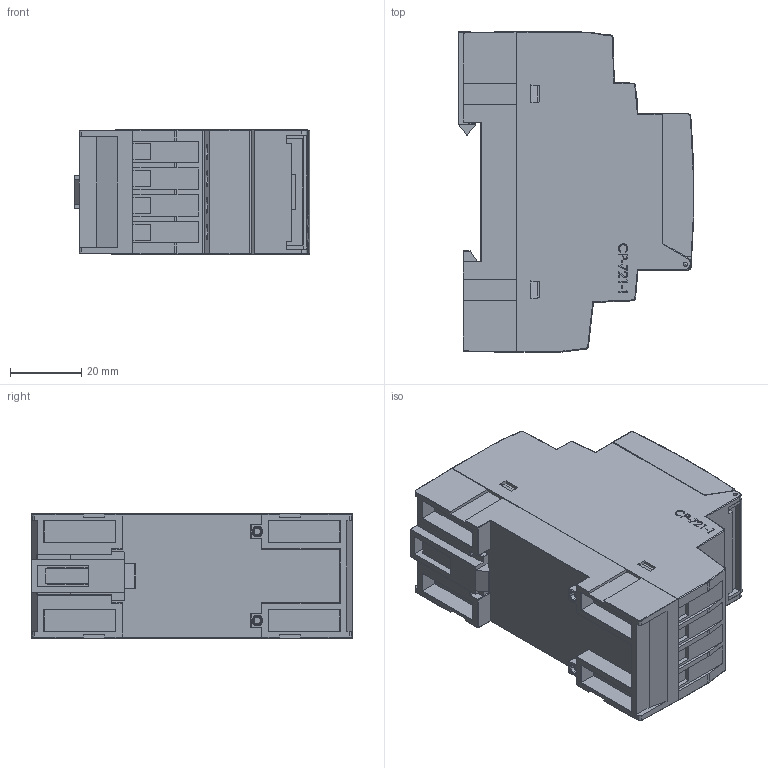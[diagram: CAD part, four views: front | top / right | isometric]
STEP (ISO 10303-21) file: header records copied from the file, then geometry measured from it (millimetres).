
FILE_DESCRIPTION(('STEP AP242'), '1');
FILE_NAME('CP-721-1 ñáîðêà', '', ('UNSPECIFIED'), ('UNSPECIFIED'), 'C3D Converter', 'C3D Toolkit', '');
FILE_SCHEMA(('AP242_MANAGED_MODEL_BASED_3D_ENGINEERING_MIM_LF { 1 0 10303 442 1 1 4 }'));
Length unit declared in the file: millimetre
Assembly tree (14 placements, depth 3):
  (unnamed)
    (unnamed)
    (unnamed)
    (unnamed)
      (unnamed)
    (unnamed)
    (unnamed)
    (unnamed)  x2
    (unnamed)
      (unnamed)  x3
    (unnamed)  x2
Bounding box: 66.17 x 90 x 35.02 mm (x, y, z)
Volume: 51634.9 mm3; surface area: 55296.8 mm2
Topology: 43 solids, 43 shells, 1217 faces, 3119 edges, 1998 vertices
Faces by surface type: plane 799, cylinder 220, extrusion 109, torus 51, sphere 16, cone 13, bspline 9
Full cylindrical faces by diameter (mm): 1 x10, 1.2 x3, 2.3 x3, 4 x4, 4.5 x7, 5 x3, 6 x3
Entity records: 38948 total; most frequent: CARTESIAN_POINT 7822, ORIENTED_EDGE 5828, DIRECTION 5123, EDGE_CURVE 2914, VECTOR 2319, LINE 2210, VERTEX_POINT 1897, AXIS2_PLACEMENT_3D 1402
